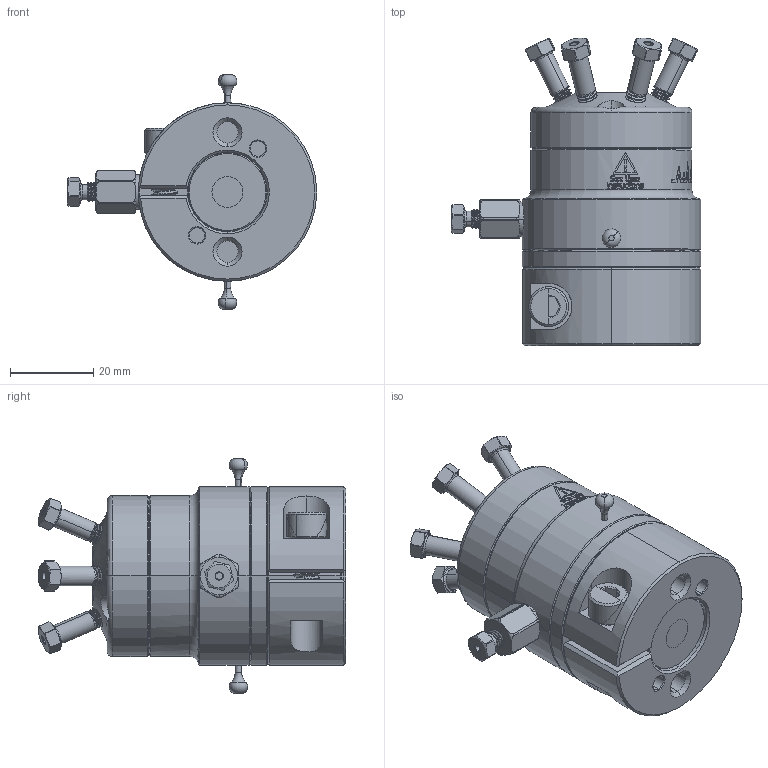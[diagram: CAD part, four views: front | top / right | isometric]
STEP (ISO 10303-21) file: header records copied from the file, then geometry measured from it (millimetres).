
FILE_DESCRIPTION (( 'STEP AP214' ), '1' );
FILE_NAME ('ELDV 6 No-purge Long nut_BLANK.STEP', '2024-03-29T14:56:22', ( '' ), ( '' ), 'SwSTEP 2.0', 'SolidWorks 2022', '' );
FILE_SCHEMA (( 'AUTOMOTIVE_DESIGN' ));
Length unit declared in the file: inch
Products named in the file (1): ELDV 6 No-purge Long nut_BLANK
Bounding box: 59.82 x 73.79 x 56.33 mm (x, y, z)
Volume: 78121.8 mm3; surface area: 17598.9 mm2
Topology: 1 solids, 1 shells, 1097 faces, 2938 edges, 1911 vertices
Faces by surface type: plane 526, cylinder 253, bspline 176, cone 102, torus 40
Entity records: 52046 total; most frequent: CARTESIAN_POINT 26850, ORIENTED_EDGE 5864, DIRECTION 4498, EDGE_CURVE 2932, VERTEX_POINT 1911, AXIS2_PLACEMENT_3D 1608, LINE 1282, VECTOR 1282
